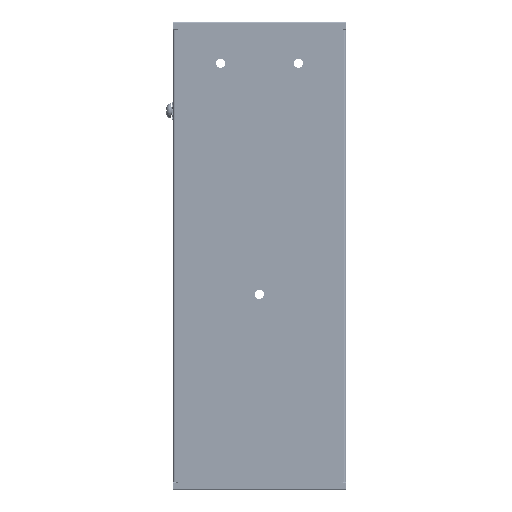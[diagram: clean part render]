
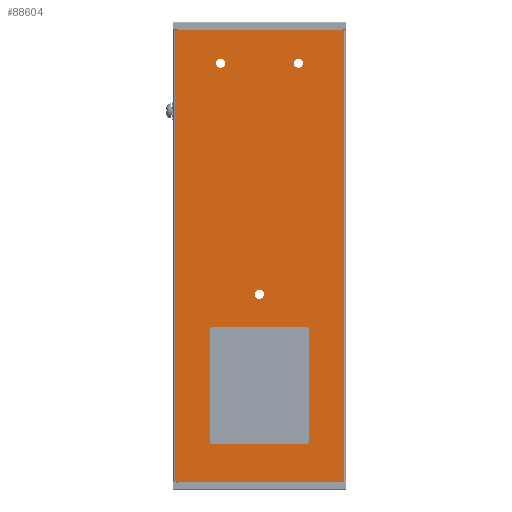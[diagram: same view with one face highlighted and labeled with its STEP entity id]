
A CAD part, front view. The second image highlights one B-rep face of the part: STEP entity #88604.
In plain terms, the highlighted planar face has unit normal (0, -1, 0).
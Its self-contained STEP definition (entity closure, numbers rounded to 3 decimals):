
#28123=DIRECTION('',(0.,0.,-1.));
#28124=VECTOR('',#28123,209.6);
#28125=CARTESIAN_POINT('',(-39.,0.,104.8));
#28126=LINE('',#28125,#28124);
#28140=DIRECTION('',(1.,0.,0.));
#28141=VECTOR('',#28140,78.);
#28142=CARTESIAN_POINT('',(-39.,0.,104.8));
#28143=LINE('',#28142,#28141);
#28434=DIRECTION('',(-1.,0.,0.));
#28435=VECTOR('',#28434,78.);
#28436=CARTESIAN_POINT('',(39.,0.,-104.8));
#28437=LINE('',#28436,#28435);
#28479=CARTESIAN_POINT('',(0.,0.,-17.8));
#28480=DIRECTION('',(0.,-1.,0.));
#28481=DIRECTION('',(-1.,0.,0.));
#28482=AXIS2_PLACEMENT_3D('',#28479,#28480,#28481);
#28484=CARTESIAN_POINT('',(0.,0.,-17.8));
#28485=DIRECTION('',(0.,-1.,0.));
#28486=DIRECTION('',(1.,0.,0.));
#28487=AXIS2_PLACEMENT_3D('',#28484,#28485,#28486);
#28489=CARTESIAN_POINT('',(-18.,0.,89.2));
#28490=DIRECTION('',(0.,-1.,0.));
#28491=DIRECTION('',(-1.,0.,0.));
#28492=AXIS2_PLACEMENT_3D('',#28489,#28490,#28491);
#28494=CARTESIAN_POINT('',(-18.,0.,89.2));
#28495=DIRECTION('',(0.,-1.,0.));
#28496=DIRECTION('',(1.,0.,0.));
#28497=AXIS2_PLACEMENT_3D('',#28494,#28495,#28496);
#28499=CARTESIAN_POINT('',(18.,0.,89.2));
#28500=DIRECTION('',(0.,-1.,0.));
#28501=DIRECTION('',(-1.,0.,0.));
#28502=AXIS2_PLACEMENT_3D('',#28499,#28500,#28501);
#28504=CARTESIAN_POINT('',(18.,0.,89.2));
#28505=DIRECTION('',(0.,-1.,0.));
#28506=DIRECTION('',(1.,0.,0.));
#28507=AXIS2_PLACEMENT_3D('',#28504,#28505,#28506);
#28509=CARTESIAN_POINT('',(-22.,0.,-86.));
#28510=DIRECTION('',(0.,-1.,0.));
#28511=DIRECTION('',(-1.,0.,0.));
#28512=AXIS2_PLACEMENT_3D('',#28509,#28510,#28511);
#28514=CARTESIAN_POINT('',(22.,0.,-86.));
#28515=DIRECTION('',(0.,-1.,0.));
#28516=DIRECTION('',(0.,0.,-1.));
#28517=AXIS2_PLACEMENT_3D('',#28514,#28515,#28516);
#28519=CARTESIAN_POINT('',(22.,0.,-34.));
#28520=DIRECTION('',(0.,-1.,0.));
#28521=DIRECTION('',(1.,0.,0.));
#28522=AXIS2_PLACEMENT_3D('',#28519,#28520,#28521);
#28524=CARTESIAN_POINT('',(-22.,0.,-34.));
#28525=DIRECTION('',(0.,-1.,0.));
#28526=DIRECTION('',(0.,0.,1.));
#28527=AXIS2_PLACEMENT_3D('',#28524,#28525,#28526);
#28695=DIRECTION('',(0.,0.,1.));
#28696=VECTOR('',#28695,209.6);
#28697=CARTESIAN_POINT('',(39.,0.,-104.8));
#28698=LINE('',#28697,#28696);
#28699=DIRECTION('',(0.,0.,1.));
#28700=VECTOR('',#28699,52.);
#28701=CARTESIAN_POINT('',(-23.,0.,-86.));
#28702=LINE('',#28701,#28700);
#28711=DIRECTION('',(1.,0.,0.));
#28712=VECTOR('',#28711,44.);
#28713=CARTESIAN_POINT('',(-22.,0.,-33.));
#28714=LINE('',#28713,#28712);
#28723=DIRECTION('',(0.,0.,-1.));
#28724=VECTOR('',#28723,52.);
#28725=CARTESIAN_POINT('',(23.,0.,-34.));
#28726=LINE('',#28725,#28724);
#28735=DIRECTION('',(-1.,0.,0.));
#28736=VECTOR('',#28735,44.);
#28737=CARTESIAN_POINT('',(22.,0.,-87.));
#28738=LINE('',#28737,#28736);
#38513=CARTESIAN_POINT('',(-39.,0.,104.8));
#38514=CARTESIAN_POINT('',(-39.,0.,-104.8));
#38515=VERTEX_POINT('',#38513);
#38516=VERTEX_POINT('',#38514);
#38517=CARTESIAN_POINT('',(39.,0.,-104.8));
#38518=VERTEX_POINT('',#38517);
#38519=CARTESIAN_POINT('',(39.,0.,104.8));
#38520=VERTEX_POINT('',#38519);
#38521=CARTESIAN_POINT('',(-23.,0.,-86.));
#38522=CARTESIAN_POINT('',(-23.,0.,-34.));
#38523=VERTEX_POINT('',#38521);
#38524=VERTEX_POINT('',#38522);
#38525=CARTESIAN_POINT('',(-22.,0.,-33.));
#38526=VERTEX_POINT('',#38525);
#38527=CARTESIAN_POINT('',(22.,0.,-33.));
#38528=VERTEX_POINT('',#38527);
#38529=CARTESIAN_POINT('',(23.,0.,-34.));
#38530=VERTEX_POINT('',#38529);
#38531=CARTESIAN_POINT('',(23.,0.,-86.));
#38532=VERTEX_POINT('',#38531);
#38533=CARTESIAN_POINT('',(22.,0.,-87.));
#38534=VERTEX_POINT('',#38533);
#38535=CARTESIAN_POINT('',(-22.,0.,-87.));
#38536=VERTEX_POINT('',#38535);
#42773=CARTESIAN_POINT('',(-2.1,0.,-17.8));
#42774=CARTESIAN_POINT('',(2.1,0.,-17.8));
#42775=VERTEX_POINT('',#42773);
#42776=VERTEX_POINT('',#42774);
#42789=CARTESIAN_POINT('',(-20.1,0.,89.2));
#42790=CARTESIAN_POINT('',(-15.9,0.,89.2));
#42791=VERTEX_POINT('',#42789);
#42792=VERTEX_POINT('',#42790);
#43499=CARTESIAN_POINT('',(15.9,0.,89.2));
#43500=CARTESIAN_POINT('',(20.1,0.,89.2));
#43501=VERTEX_POINT('',#43499);
#43502=VERTEX_POINT('',#43500);
#88556=CARTESIAN_POINT('',(0.,0.,0.));
#88557=DIRECTION('',(0.,1.,0.));
#88558=DIRECTION('',(1.,0.,0.));
#88559=AXIS2_PLACEMENT_3D('',#88556,#88557,#88558);
#88560=PLANE('',#88559);
#88561=ORIENTED_EDGE('',*,*,#87950,.F.);
#88562=ORIENTED_EDGE('',*,*,#87991,.T.);
#88564=ORIENTED_EDGE('',*,*,#88563,.F.);
#88565=ORIENTED_EDGE('',*,*,#88385,.T.);
#88566=EDGE_LOOP('',(#88561,#88562,#88564,#88565));
#88567=FACE_OUTER_BOUND('',#88566,.F.);
#88569=ORIENTED_EDGE('',*,*,#88568,.T.);
#88571=ORIENTED_EDGE('',*,*,#88570,.T.);
#88572=EDGE_LOOP('',(#88569,#88571));
#88573=FACE_BOUND('',#88572,.F.);
#88575=ORIENTED_EDGE('',*,*,#88574,.T.);
#88577=ORIENTED_EDGE('',*,*,#88576,.T.);
#88578=EDGE_LOOP('',(#88575,#88577));
#88579=FACE_BOUND('',#88578,.F.);
#88581=ORIENTED_EDGE('',*,*,#88580,.T.);
#88583=ORIENTED_EDGE('',*,*,#88582,.T.);
#88584=EDGE_LOOP('',(#88581,#88583));
#88585=FACE_BOUND('',#88584,.F.);
#88587=ORIENTED_EDGE('',*,*,#88586,.F.);
#88589=ORIENTED_EDGE('',*,*,#88588,.T.);
#88591=ORIENTED_EDGE('',*,*,#88590,.F.);
#88593=ORIENTED_EDGE('',*,*,#88592,.T.);
#88595=ORIENTED_EDGE('',*,*,#88594,.F.);
#88597=ORIENTED_EDGE('',*,*,#88596,.T.);
#88599=ORIENTED_EDGE('',*,*,#88598,.F.);
#88601=ORIENTED_EDGE('',*,*,#88600,.T.);
#88602=EDGE_LOOP('',(#88587,#88589,#88591,#88593,#88595,#88597,#88599,#88601));
#88603=FACE_BOUND('',#88602,.F.);
#28483=CIRCLE('',#28482,2.1);
#28488=CIRCLE('',#28487,2.1);
#28493=CIRCLE('',#28492,2.1);
#28498=CIRCLE('',#28497,2.1);
#28503=CIRCLE('',#28502,2.1);
#28508=CIRCLE('',#28507,2.1);
#28513=CIRCLE('',#28512,1.);
#28518=CIRCLE('',#28517,1.);
#28523=CIRCLE('',#28522,1.);
#28528=CIRCLE('',#28527,1.);
#87950=EDGE_CURVE('',#38515,#38516,#28126,.T.);
#87991=EDGE_CURVE('',#38515,#38520,#28143,.T.);
#88385=EDGE_CURVE('',#38518,#38516,#28437,.T.);
#88563=EDGE_CURVE('',#38518,#38520,#28698,.T.);
#88568=EDGE_CURVE('',#42791,#42792,#28493,.T.);
#88570=EDGE_CURVE('',#42792,#42791,#28498,.T.);
#88574=EDGE_CURVE('',#43501,#43502,#28503,.T.);
#88576=EDGE_CURVE('',#43502,#43501,#28508,.T.);
#88580=EDGE_CURVE('',#42775,#42776,#28483,.T.);
#88582=EDGE_CURVE('',#42776,#42775,#28488,.T.);
#88586=EDGE_CURVE('',#38523,#38524,#28702,.T.);
#88588=EDGE_CURVE('',#38523,#38536,#28513,.T.);
#88590=EDGE_CURVE('',#38534,#38536,#28738,.T.);
#88592=EDGE_CURVE('',#38534,#38532,#28518,.T.);
#88594=EDGE_CURVE('',#38530,#38532,#28726,.T.);
#88596=EDGE_CURVE('',#38530,#38528,#28523,.T.);
#88598=EDGE_CURVE('',#38526,#38528,#28714,.T.);
#88600=EDGE_CURVE('',#38526,#38524,#28528,.T.);
#88604=ADVANCED_FACE('',(#88567,#88573,#88579,#88585,#88603),#88560,.F.);
